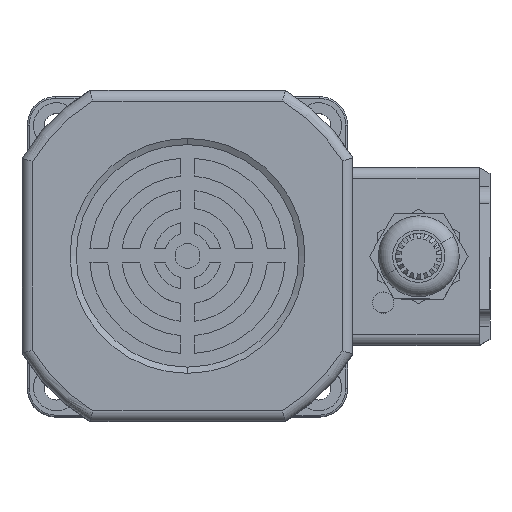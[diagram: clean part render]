
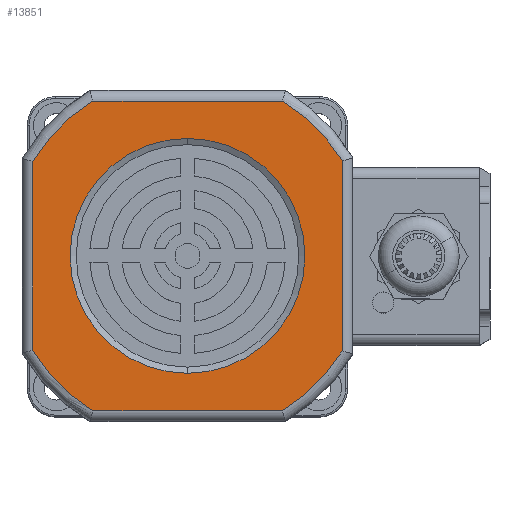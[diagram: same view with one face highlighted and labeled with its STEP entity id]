
A CAD part, top view. The second image highlights one B-rep face of the part: STEP entity #13851.
In plain terms, the highlighted face is planar.
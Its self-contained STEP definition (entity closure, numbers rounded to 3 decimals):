
#151 = DIRECTION ( 'NONE',  ( 0., 0., 1. ) ) ;
#915 = LINE ( 'NONE', #26487, #12010 ) ;
#918 = CARTESIAN_POINT ( 'NONE',  ( 0.05, 0., 0. ) ) ;
#921 = ORIENTED_EDGE ( 'NONE', *, *, #9128, .T. ) ;
#1895 = PLANE ( 'NONE',  #15477 ) ;
#2074 = EDGE_CURVE ( 'NONE', #16314, #20091, #3032, .T. ) ;
#2236 = ORIENTED_EDGE ( 'NONE', *, *, #6604, .T. ) ;
#2238 = DIRECTION ( 'NONE',  ( 0., -1., 0. ) ) ;
#2521 = VERTEX_POINT ( 'NONE', #3993 ) ;
#2970 = EDGE_CURVE ( 'NONE', #19791, #24528, #11806, .T. ) ;
#3000 = DIRECTION ( 'NONE',  ( 0., 0., 1. ) ) ;
#3032 = LINE ( 'NONE', #20345, #12867 ) ;
#3121 = CARTESIAN_POINT ( 'NONE',  ( 0., 0., 0. ) ) ;
#3652 = DIRECTION ( 'NONE',  ( 0., 0., -1. ) ) ;
#3789 = LINE ( 'NONE', #10821, #15004 ) ;
#3993 = CARTESIAN_POINT ( 'NONE',  ( 0., 0., 33. ) ) ;
#4012 = CARTESIAN_POINT ( 'NONE',  ( 0.05, 0., 0. ) ) ;
#4447 = AXIS2_PLACEMENT_3D ( 'NONE', #3121, #17953, #5249 ) ;
#4823 = AXIS2_PLACEMENT_3D ( 'NONE', #14873, #2238, #17068 ) ;
#5249 = DIRECTION ( 'NONE',  ( 0., 0., -1. ) ) ;
#5396 = DIRECTION ( 'NONE',  ( 0., -1., 0. ) ) ;
#5970 = AXIS2_PLACEMENT_3D ( 'NONE', #4012, #18831, #6097 ) ;
#6097 = DIRECTION ( 'NONE',  ( 0., 0., 1. ) ) ;
#6604 = EDGE_CURVE ( 'NONE', #9369, #26800, #915, .T. ) ;
#6639 = DIRECTION ( 'NONE',  ( 0., 0., 1. ) ) ;
#7422 = ORIENTED_EDGE ( 'NONE', *, *, #12249, .F. ) ;
#7442 = ORIENTED_EDGE ( 'NONE', *, *, #14464, .T. ) ;
#7542 = CARTESIAN_POINT ( 'NONE',  ( 43.5, 0., -26.705 ) ) ;
#7847 = VERTEX_POINT ( 'NONE', #25284 ) ;
#8217 = CARTESIAN_POINT ( 'NONE',  ( 0.05, 0., 0. ) ) ;
#8327 = VERTEX_POINT ( 'NONE', #9288 ) ;
#8740 = CIRCLE ( 'NONE', #24282, 51. ) ;
#9128 = EDGE_CURVE ( 'NONE', #24528, #11695, #17155, .T. ) ;
#9288 = CARTESIAN_POINT ( 'NONE',  ( -26.572, 0., -43.5 ) ) ;
#9369 = VERTEX_POINT ( 'NONE', #9581 ) ;
#9581 = CARTESIAN_POINT ( 'NONE',  ( 26.673, 0., 43.5 ) ) ;
#10289 = EDGE_LOOP ( 'NONE', ( #7422, #24605 ) ) ;
#10821 = CARTESIAN_POINT ( 'NONE',  ( 0.05, 0., -43.5 ) ) ;
#11018 = CIRCLE ( 'NONE', #4823, 51. ) ;
#11403 = VECTOR ( 'NONE', #151, 1000. ) ;
#11695 = VERTEX_POINT ( 'NONE', #24211 ) ;
#11802 = FACE_OUTER_BOUND ( 'NONE', #16133, .T. ) ;
#11806 = CIRCLE ( 'NONE', #12599, 51. ) ;
#11877 = CIRCLE ( 'NONE', #4447, 33. ) ;
#12010 = VECTOR ( 'NONE', #18003, 1000. ) ;
#12249 = EDGE_CURVE ( 'NONE', #7847, #2521, #11877, .T. ) ;
#12422 = DIRECTION ( 'NONE',  ( 0., 1., 0. ) ) ;
#12599 = AXIS2_PLACEMENT_3D ( 'NONE', #26995, #20138, #6639 ) ;
#12867 = VECTOR ( 'NONE', #3652, 1000. ) ;
#13851 = ADVANCED_FACE ( 'NONE', ( #11802, #22445 ), #1895, .F. ) ;
#14155 = CIRCLE ( 'NONE', #5970, 51. ) ;
#14464 = EDGE_CURVE ( 'NONE', #8327, #19791, #3789, .T. ) ;
#14873 = CARTESIAN_POINT ( 'NONE',  ( 0.05, 0., 0. ) ) ;
#15004 = VECTOR ( 'NONE', #25688, 1000. ) ;
#15326 = CARTESIAN_POINT ( 'NONE',  ( -43.5, 0., 26.54 ) ) ;
#15477 = AXIS2_PLACEMENT_3D ( 'NONE', #8217, #12422, #27328 ) ;
#15662 = DIRECTION ( 'NONE',  ( 0., -1., 0. ) ) ;
#15951 = CIRCLE ( 'NONE', #26174, 33. ) ;
#16133 = EDGE_LOOP ( 'NONE', ( #25835, #18093, #7442, #23743, #921, #26666, #2236, #20940 ) ) ;
#16314 = VERTEX_POINT ( 'NONE', #15326 ) ;
#16483 = EDGE_CURVE ( 'NONE', #2521, #7847, #15951, .T. ) ;
#16935 = CARTESIAN_POINT ( 'NONE',  ( 43.5, 0., 0. ) ) ;
#17068 = DIRECTION ( 'NONE',  ( 0., 0., 1. ) ) ;
#17155 = LINE ( 'NONE', #16935, #11403 ) ;
#17931 = EDGE_CURVE ( 'NONE', #11695, #9369, #14155, .T. ) ;
#17953 = DIRECTION ( 'NONE',  ( 0., -1., 0. ) ) ;
#18003 = DIRECTION ( 'NONE',  ( -1., 0., 0. ) ) ;
#18093 = ORIENTED_EDGE ( 'NONE', *, *, #21305, .T. ) ;
#18125 = CARTESIAN_POINT ( 'NONE',  ( 0., 0., 0. ) ) ;
#18831 = DIRECTION ( 'NONE',  ( 0., -1., 0. ) ) ;
#19791 = VERTEX_POINT ( 'NONE', #21710 ) ;
#20091 = VERTEX_POINT ( 'NONE', #27094 ) ;
#20138 = DIRECTION ( 'NONE',  ( 0., -1., 0. ) ) ;
#20217 = DIRECTION ( 'NONE',  ( 0., 0., -1. ) ) ;
#20345 = CARTESIAN_POINT ( 'NONE',  ( -43.5, 0., 0. ) ) ;
#20940 = ORIENTED_EDGE ( 'NONE', *, *, #20973, .T. ) ;
#20973 = EDGE_CURVE ( 'NONE', #26800, #16314, #8740, .T. ) ;
#21305 = EDGE_CURVE ( 'NONE', #20091, #8327, #11018, .T. ) ;
#21710 = CARTESIAN_POINT ( 'NONE',  ( 26.673, 0., -43.5 ) ) ;
#22445 = FACE_BOUND ( 'NONE', #10289, .T. ) ;
#23065 = CARTESIAN_POINT ( 'NONE',  ( -26.572, 0., 43.5 ) ) ;
#23743 = ORIENTED_EDGE ( 'NONE', *, *, #2970, .T. ) ;
#24211 = CARTESIAN_POINT ( 'NONE',  ( 43.5, 0., 26.705 ) ) ;
#24282 = AXIS2_PLACEMENT_3D ( 'NONE', #918, #15662, #3000 ) ;
#24528 = VERTEX_POINT ( 'NONE', #7542 ) ;
#24605 = ORIENTED_EDGE ( 'NONE', *, *, #16483, .F. ) ;
#25284 = CARTESIAN_POINT ( 'NONE',  ( 0., 0., -33. ) ) ;
#25688 = DIRECTION ( 'NONE',  ( 1., 0., 0. ) ) ;
#25835 = ORIENTED_EDGE ( 'NONE', *, *, #2074, .T. ) ;
#26174 = AXIS2_PLACEMENT_3D ( 'NONE', #18125, #5396, #20217 ) ;
#26487 = CARTESIAN_POINT ( 'NONE',  ( 0.05, 0., 43.5 ) ) ;
#26666 = ORIENTED_EDGE ( 'NONE', *, *, #17931, .T. ) ;
#26800 = VERTEX_POINT ( 'NONE', #23065 ) ;
#26995 = CARTESIAN_POINT ( 'NONE',  ( 0.05, 0., 0. ) ) ;
#27094 = CARTESIAN_POINT ( 'NONE',  ( -43.5, 0., -26.54 ) ) ;
#27328 = DIRECTION ( 'NONE',  ( 0., 0., 1. ) ) ;
